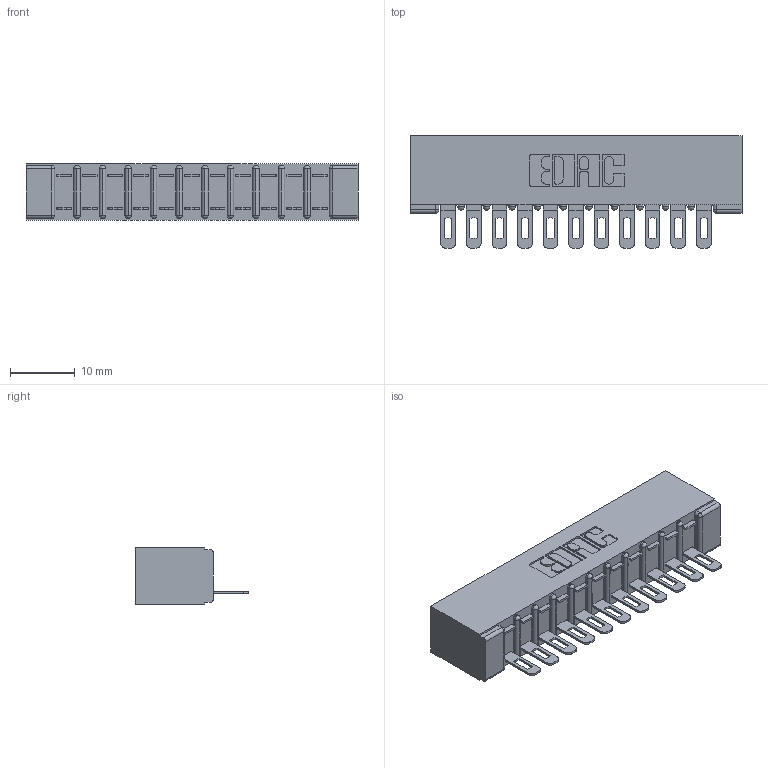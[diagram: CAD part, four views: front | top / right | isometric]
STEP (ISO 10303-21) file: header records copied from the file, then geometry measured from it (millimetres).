
FILE_DESCRIPTION (( 'STEP AP203' ), '1' );
FILE_NAME ('357-011-501-101.STEP', '2019-09-16T18:43:23', ( '' ), ( '' ), 'SwSTEP 2.0', 'SolidWorks 2016', '' );
FILE_SCHEMA (( 'CONFIG_CONTROL_DESIGN' ));
Length unit declared in the file: inch
Products named in the file (3): 307-290-002_501; 357-011-501-101; 307 Part_No Mounting Lugs
Assembly tree (12 placements, depth 2):
  357-011-501-101
    307 Part_No Mounting Lugs
    307-290-002_501  x11
Bounding box: 51.46 x 17.42 x 8.71 mm (x, y, z)
Volume: 3643.4 mm3; surface area: 6596.4 mm2
Topology: 12 solids, 12 shells, 958 faces, 2917 edges, 1910 vertices
Faces by surface type: plane 550, cylinder 384, sphere 24
Entity records: 13768 total; most frequent: CARTESIAN_POINT 2316, ORIENTED_EDGE 2306, DIRECTION 2267, EDGE_CURVE 1153, VECTOR 865, LINE 865, VERTEX_POINT 750, AXIS2_PLACEMENT_3D 701
